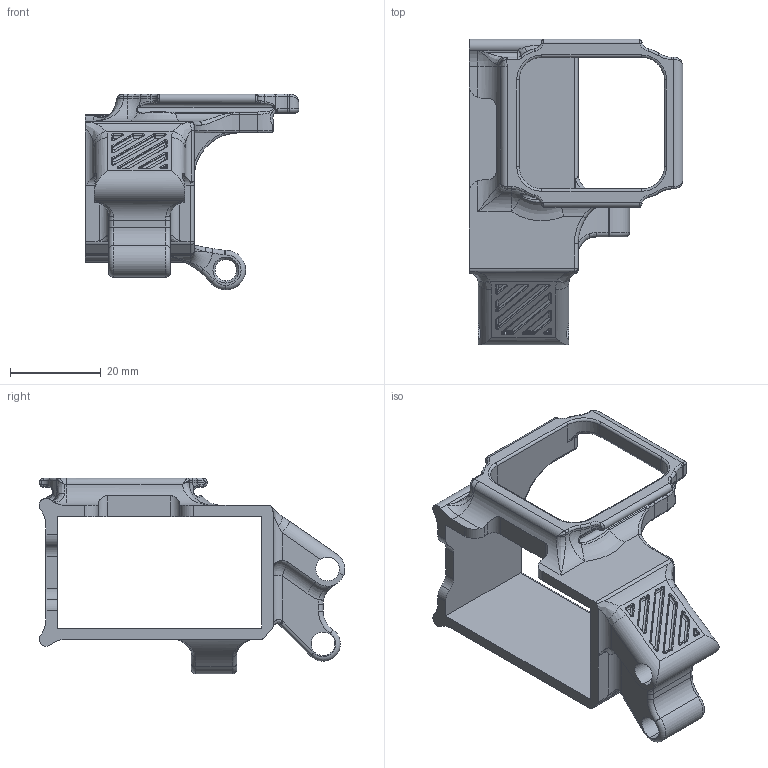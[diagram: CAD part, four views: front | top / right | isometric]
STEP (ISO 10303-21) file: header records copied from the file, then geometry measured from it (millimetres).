
FILE_DESCRIPTION (( 'STEP AP214' ), '1' );
FILE_NAME ('Freestyle_Gopro Mount_ND Filter1.STEP', '2021-12-27T19:42:35', ( '' ), ( '' ), 'SwSTEP 2.0', 'SolidWorks 2017', '' );
FILE_SCHEMA (( 'AUTOMOTIVE_DESIGN' ));
Length unit declared in the file: millimetre
Products named in the file (1): Freestyle_Gopro Mount_ND Filter1
Bounding box: 47.09 x 67.3 x 43.1 mm (x, y, z)
Volume: 15866 mm3; surface area: 11243.1 mm2
Topology: 1 solids, 1 shells, 486 faces, 1178 edges, 659 vertices
Faces by surface type: cylinder 199, bspline 105, torus 101, plane 73, cone 4, sphere 4
Entity records: 17533 total; most frequent: CARTESIAN_POINT 7070, ORIENTED_EDGE 2282, DIRECTION 2148, EDGE_CURVE 1141, AXIS2_PLACEMENT_3D 885, VERTEX_POINT 658, CIRCLE 503, EDGE_LOOP 497
